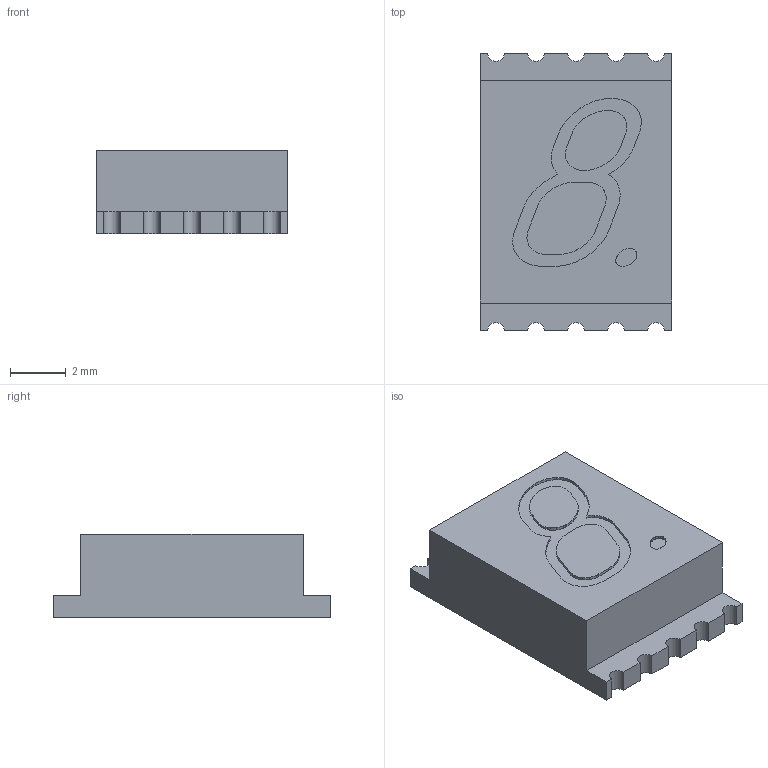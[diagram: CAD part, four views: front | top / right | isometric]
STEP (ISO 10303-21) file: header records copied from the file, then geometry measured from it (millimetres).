
FILE_DESCRIPTION(('STEP AP214'), '1');
FILE_NAME('LED-7SEGM-10x6,9', '', ('UNSPECIFIED'), ('UNSPECIFIED'), 'ASCON STEP Converter 1.3', 'ASCON Math Kernel', '');
FILE_SCHEMA(('AUTOMOTIVE_DESIGN { 1 0 10303 214 3 1 1}'));
Length unit declared in the file: millimetre
Bounding box: 6.9 x 10 x 3 mm (x, y, z)
Volume: 174.7 mm3; surface area: 234 mm2
Topology: 1 solids, 1 shells, 157 faces, 453 edges, 302 vertices
Faces by surface type: cylinder 110, plane 47
Entity records: 6567 total; most frequent: DIRECTION 989, CARTESIAN_POINT 913, ORIENTED_EDGE 906, EDGE_CURVE 453, AXIS2_PLACEMENT_3D 378, VERTEX_POINT 302, LINE 233, VECTOR 233
